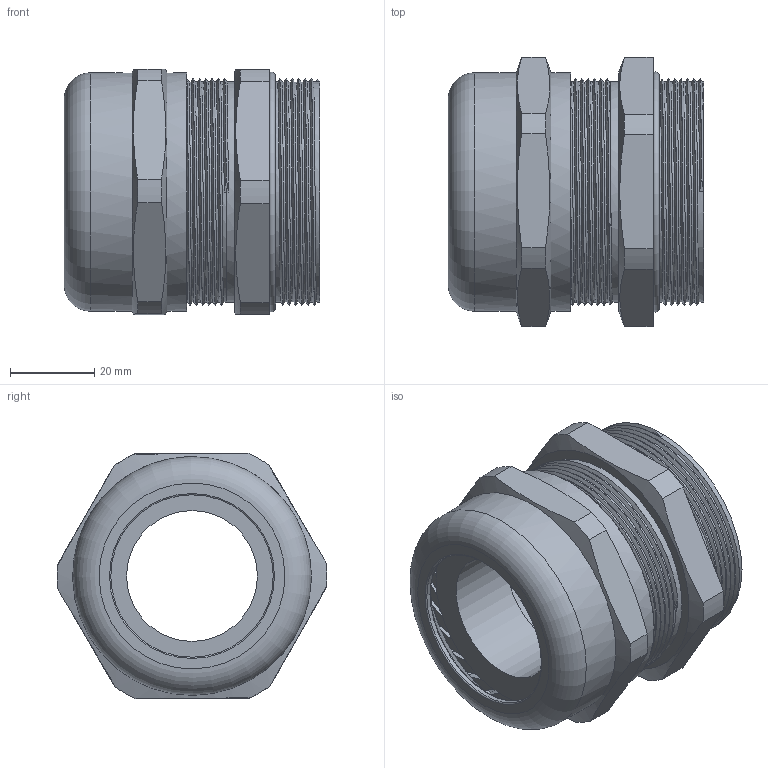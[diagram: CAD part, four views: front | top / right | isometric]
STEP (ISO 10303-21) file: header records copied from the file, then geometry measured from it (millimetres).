
FILE_DESCRIPTION(/* description */ ('Euro-Top PG 42, KB: 25-31 mm'),/* implementation_level */ '2;1');
FILE_NAME(/* name */ '60180442-RST.stp',/* time_stamp */ '2019-12-12T08:25:59+01:00',/* author */ ('sl'),/* organization */ (''),/* preprocessor_version */ 'ST-DEVELOPER v16.5',/* originating_system */ 'Autodesk Inventor 2017',/* authorisation */ '');
FILE_SCHEMA (('AUTOMOTIVE_DESIGN { 1 0 10303 214 3 1 1 }'));
Length unit declared in the file: millimetre
Products named in the file (6): 60180442; 60080442; 60080442_1; 60180442_1; 60080442_2; 60080442_3
Assembly tree (5 placements, depth 2):
  60180442
    60080442
    60080442_1
    60180442_1
    60080442_2
    60080442_3
Bounding box: 60.61 x 63.99 x 58.23 mm (x, y, z)
Volume: 56590.1 mm3; surface area: 48693.7 mm2
Topology: 5 solids, 5 shells, 336 faces, 925 edges, 604 vertices
Faces by surface type: plane 153, cylinder 127, torus 33, cone 17, bspline 6
Full cylindrical faces by diameter (mm): 31 x1, 38.52 x1, 39.2 x1, 43 x1, 44.52 x1, 44.88 x1, 45.1 x1, 48.4 x1, 49.03 x1, 49.05 x1, 50 x1, 51.8 x2, 52.25 x1, 52.26 x7, 52.45 x13, 53 x1, 53.95 x13, 56.57 x2, 57 x1
Entity records: 15015 total; most frequent: CARTESIAN_POINT 7290, DIRECTION 1628, ORIENTED_EDGE 1560, EDGE_CURVE 780, AXIS2_PLACEMENT_3D 639, VERTEX_POINT 530, EDGE_LOOP 356, LINE 350
